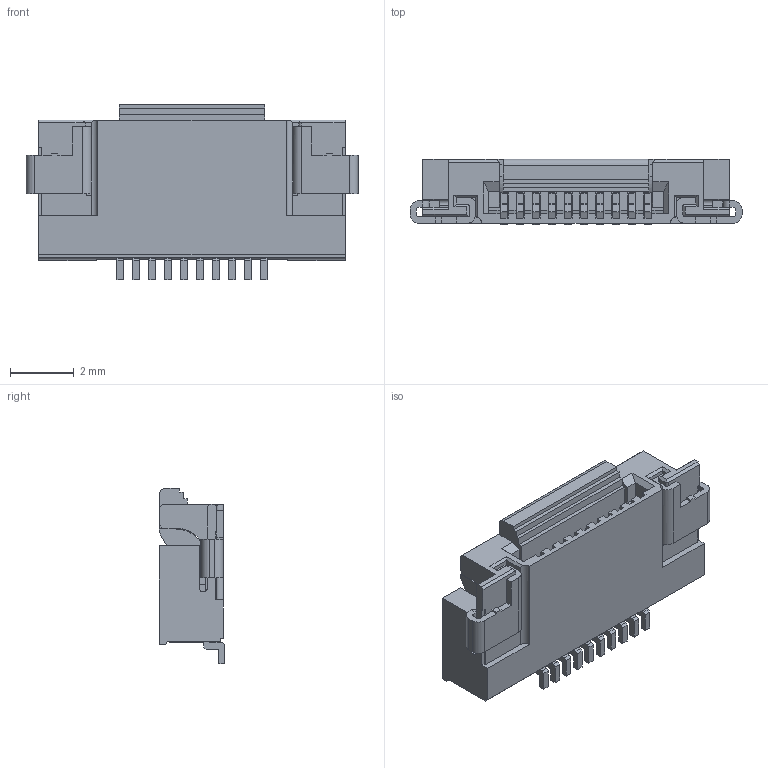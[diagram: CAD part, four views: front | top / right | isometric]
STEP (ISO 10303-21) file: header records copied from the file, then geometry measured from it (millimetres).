
FILE_DESCRIPTION((''),'2;1');
FILE_NAME('528921033','2013-08-21T',('me'),(''),'PRO/ENGINEER BY PARAMETRIC TECHNOLOGY CORPORATION, 2011490','PRO/ENGINEER BY PARAMETRIC TECHNOLOGY CORPORATION, 2011490','');
FILE_SCHEMA(('CONFIG_CONTROL_DESIGN'));
Length unit declared in the file: millimetre
Products named in the file (1): 528921033
Bounding box: 10.4 x 2.04 x 5.5 mm (x, y, z)
Volume: 61.1 mm3; surface area: 354.6 mm2
Topology: 1 solids, 1 shells, 628 faces, 1995 edges, 1291 vertices
Faces by surface type: plane 539, cylinder 89
Entity records: 21849 total; most frequent: ORIENTED_EDGE 3990, CARTESIAN_POINT 3959, DIRECTION 3424, EDGE_CURVE 1995, VECTOR 1794, LINE 1794, VERTEX_POINT 1291, AXIS2_PLACEMENT_3D 815
